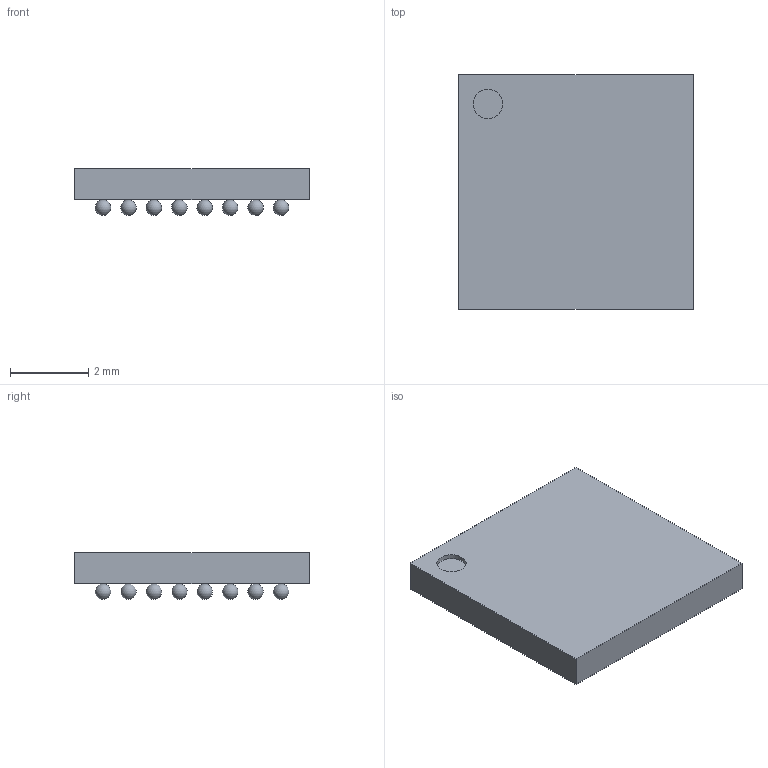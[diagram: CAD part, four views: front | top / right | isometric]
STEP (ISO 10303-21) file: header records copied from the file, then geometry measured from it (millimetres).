
FILE_DESCRIPTION(('CAx-IF Rec.Pracs.---Model Styling and Organization---1.5---2016-08-15','CAx-IF Rec.Pracs.---Geometric and Assembly Validation Properties---4.4---2016-08-17','CAx-IF Rec.Pracs.---User Defined Attributes---1.5---2016-08-15','CAx-IF Rec.Pracs.---External References---2.1---2005-01-19'),'2;1');
FILE_NAME('816483.3.1.step','2025-10-16T23:58:41',('Unspecified'),('Unspecified'),'CAD Exchanger 3.10.2 (cadexchanger.com)','Unspecified','');
FILE_SCHEMA(('AUTOMOTIVE_DESIGN { 1 0 10303 214 1 1 1 1 }'));
Length unit declared in the file: millimetre
Products named in the file (3): ASSEMBLY; Array; Body
Assembly tree (2 placements, depth 2):
  ASSEMBLY
    Array
    Body
Bounding box: 6 x 6 x 1.2 mm (x, y, z)
Volume: 30.9 mm3; surface area: 123.7 mm2
Topology: 65 solids, 65 shells, 72 faces, 207 edges, 138 vertices
Faces by surface type: sphere 64, plane 7, cylinder 1
Full cylindrical faces by diameter (mm): 0.75 x1
Entity records: 2420 total; most frequent: CARTESIAN_POINT 738, DIRECTION 163, ORIENTED_EDGE 158, VERTEX_POINT 138, EDGE_CURVE 79, AXIS2_PLACEMENT_3D 75, FACE_BOUND 73, EDGE_LOOP 73
